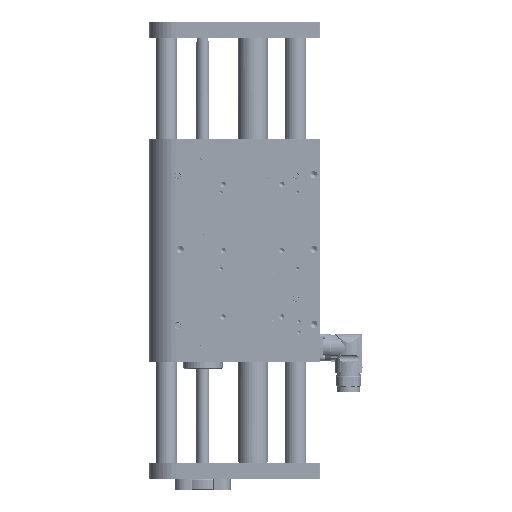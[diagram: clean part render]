
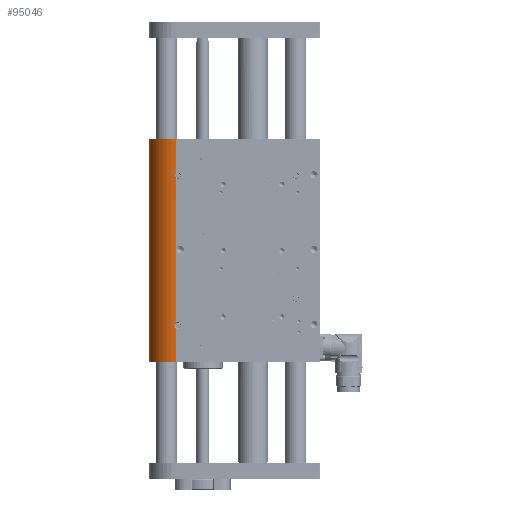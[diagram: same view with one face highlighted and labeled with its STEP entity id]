
A CAD part, left-side view. The second image highlights one B-rep face of the part: STEP entity #95046.
In plain terms, the highlighted cylindrical face has radius 25 mm (diameter 50 mm), a partial arc.
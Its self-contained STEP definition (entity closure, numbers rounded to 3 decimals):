
#64 = CARTESIAN_POINT ( 'NONE',  ( -25., 72., 37.127 ) ) ;
#223 = CARTESIAN_POINT ( 'NONE',  ( -24.997, 72.438, 32.166 ) ) ;
#457 = ORIENTED_EDGE ( 'NONE', *, *, #100418, .T. ) ;
#1799 = CARTESIAN_POINT ( 'NONE',  ( -25., 72., 37.127 ) ) ;
#4381 = FACE_OUTER_BOUND ( 'NONE', #60076, .T. ) ;
#4965 = DIRECTION ( 'NONE',  ( 0., 0., -1. ) ) ;
#6849 = CARTESIAN_POINT ( 'NONE',  ( -24.958, 73.44, 175.024 ) ) ;
#9121 = CARTESIAN_POINT ( 'NONE',  ( -25., 72., 0. ) ) ;
#11321 = EDGE_CURVE ( 'NONE', #132879, #59369, #38100, .T. ) ;
#19199 = CARTESIAN_POINT ( 'NONE',  ( 25., 72., 0. ) ) ;
#20939 = LINE ( 'NONE', #104144, #154183 ) ;
#24302 = CARTESIAN_POINT ( 'NONE',  ( -25., 72., 31.873 ) ) ;
#25476 = ORIENTED_EDGE ( 'NONE', *, *, #141493, .F. ) ;
#27398 = CARTESIAN_POINT ( 'NONE',  ( -24.965, 73.317, 175.537 ) ) ;
#27449 = CARTESIAN_POINT ( 'NONE',  ( -24.997, 72.441, 36.831 ) ) ;
#28444 = DIRECTION ( 'NONE',  ( 0., 0., -1. ) ) ;
#29882 = EDGE_CURVE ( 'NONE', #152419, #42241, #146762, .T. ) ;
#32846 = DIRECTION ( 'NONE',  ( 1., 0., 0. ) ) ;
#35908 = B_SPLINE_CURVE_WITH_KNOTS ( 'NONE', 3,
 ( #24302, #86679, #223, #40247, #100209, #49943, #98666, #111483, #147413, #124262, #61127, #38681, #100994, #49163, #122681, #137026, #61935, #27449, #37895, #1799 ),
 .UNSPECIFIED., .F., .F.,
 ( 4, 2, 2, 2, 2, 2, 2, 2, 2, 4 ),
 ( 0., 0.001, 0.002, 0.003, 0.003, 0.004, 0.004, 0.005, 0.006, 0.006 ),
 .UNSPECIFIED. ) ;
#36500 = CARTESIAN_POINT ( 'NONE',  ( 25., 72., 209. ) ) ;
#37046 = CARTESIAN_POINT ( 'NONE',  ( -24.958, 73.448, 173.973 ) ) ;
#37845 = CARTESIAN_POINT ( 'NONE',  ( -24.97, 73.221, 175.78 ) ) ;
#37895 = CARTESIAN_POINT ( 'NONE',  ( -25., 72.23, 36.996 ) ) ;
#38100 = LINE ( 'NONE', #36500, #135812 ) ;
#38681 = CARTESIAN_POINT ( 'NONE',  ( -24.958, 73.44, 35.024 ) ) ;
#39196 = ORIENTED_EDGE ( 'NONE', *, *, #135453, .T. ) ;
#40247 = CARTESIAN_POINT ( 'NONE',  ( -24.988, 72.807, 32.545 ) ) ;
#42241 = VERTEX_POINT ( 'NONE', #52766 ) ;
#44172 = CARTESIAN_POINT ( 'NONE',  ( -25., 72., 209. ) ) ;
#44754 = VERTEX_POINT ( 'NONE', #110404 ) ;
#46077 = DIRECTION ( 'NONE',  ( 0., 0., 1. ) ) ;
#46894 = CARTESIAN_POINT ( 'NONE',  ( -24.956, 73.481, 174.239 ) ) ;
#49163 = CARTESIAN_POINT ( 'NONE',  ( -24.965, 73.317, 35.537 ) ) ;
#49943 = CARTESIAN_POINT ( 'NONE',  ( -24.971, 73.22, 33.218 ) ) ;
#50912 = DIRECTION ( 'NONE',  ( 0., 0., -1. ) ) ;
#52766 = CARTESIAN_POINT ( 'NONE',  ( -25., 72., 177.127 ) ) ;
#54667 = ORIENTED_EDGE ( 'NONE', *, *, #133296, .F. ) ;
#54978 = ORIENTED_EDGE ( 'NONE', *, *, #82350, .F. ) ;
#56612 = CARTESIAN_POINT ( 'NONE',  ( 25., 72., 209. ) ) ;
#57334 = CARTESIAN_POINT ( 'NONE',  ( -24.965, 73.317, 173.464 ) ) ;
#59369 = VERTEX_POINT ( 'NONE', #19199 ) ;
#60076 = EDGE_LOOP ( 'NONE', ( #54667, #39196, #54978, #129480, #25476, #115225, #155570, #457 ) ) ;
#60592 = LINE ( 'NONE', #158063, #149775 ) ;
#61127 = CARTESIAN_POINT ( 'NONE',  ( -24.957, 73.473, 34.762 ) ) ;
#61935 = CARTESIAN_POINT ( 'NONE',  ( -24.988, 72.807, 36.455 ) ) ;
#63450 = CARTESIAN_POINT ( 'NONE',  ( -24.96, 73.415, 175.155 ) ) ;
#69662 = EDGE_CURVE ( 'NONE', #132879, #44754, #121612, .T. ) ;
#73880 = CARTESIAN_POINT ( 'NONE',  ( -24.957, 73.473, 174.762 ) ) ;
#81349 = CARTESIAN_POINT ( 'NONE',  ( -24.997, 72.438, 172.166 ) ) ;
#82350 = EDGE_CURVE ( 'NONE', #152419, #100532, #20939, .T. ) ;
#86679 = CARTESIAN_POINT ( 'NONE',  ( -25., 72.229, 32.004 ) ) ;
#89757 = CARTESIAN_POINT ( 'NONE',  ( -24.982, 72.964, 176.244 ) ) ;
#93460 = VECTOR ( 'NONE', #4965, 1000. ) ;
#94053 = CARTESIAN_POINT ( 'NONE',  ( -25., 72.229, 172.004 ) ) ;
#95046 = ADVANCED_FACE ( 'NONE', ( #4381 ), #149984, .T. ) ;
#97831 = CARTESIAN_POINT ( 'NONE',  ( -24.956, 73.481, 174.632 ) ) ;
#98615 = CARTESIAN_POINT ( 'NONE',  ( -25., 72.23, 176.996 ) ) ;
#98666 = CARTESIAN_POINT ( 'NONE',  ( -24.965, 73.317, 33.464 ) ) ;
#100159 = CARTESIAN_POINT ( 'NONE',  ( -24.988, 72.807, 176.455 ) ) ;
#100209 = CARTESIAN_POINT ( 'NONE',  ( -24.982, 72.963, 32.756 ) ) ;
#100418 = EDGE_CURVE ( 'NONE', #59369, #142725, #154614, .T. ) ;
#100532 = VERTEX_POINT ( 'NONE', #64 ) ;
#100994 = CARTESIAN_POINT ( 'NONE',  ( -24.96, 73.415, 35.155 ) ) ;
#101728 = CARTESIAN_POINT ( 'NONE',  ( -24.997, 72.441, 176.831 ) ) ;
#104144 = CARTESIAN_POINT ( 'NONE',  ( -25., 72., 209. ) ) ;
#110404 = CARTESIAN_POINT ( 'NONE',  ( -25., 72., 209. ) ) ;
#111483 = CARTESIAN_POINT ( 'NONE',  ( -24.958, 73.448, 33.973 ) ) ;
#113792 = LINE ( 'NONE', #44172, #93460 ) ;
#114807 = DIRECTION ( 'NONE',  ( -1., 0., 0. ) ) ;
#115225 = ORIENTED_EDGE ( 'NONE', *, *, #69662, .F. ) ;
#117532 = CARTESIAN_POINT ( 'NONE',  ( -25., 72., 171.873 ) ) ;
#118891 = AXIS2_PLACEMENT_3D ( 'NONE', #157124, #46077, #143594 ) ;
#121612 = CIRCLE ( 'NONE', #131734, 25. ) ;
#122196 = AXIS2_PLACEMENT_3D ( 'NONE', #126827, #28444, #114807 ) ;
#122681 = CARTESIAN_POINT ( 'NONE',  ( -24.97, 73.221, 35.78 ) ) ;
#124262 = CARTESIAN_POINT ( 'NONE',  ( -24.956, 73.481, 34.632 ) ) ;
#126827 = CARTESIAN_POINT ( 'NONE',  ( 0., 72., 209. ) ) ;
#129480 = ORIENTED_EDGE ( 'NONE', *, *, #29882, .T. ) ;
#131646 = CARTESIAN_POINT ( 'NONE',  ( -24.982, 72.963, 172.756 ) ) ;
#131734 = AXIS2_PLACEMENT_3D ( 'NONE', #155917, #142344, #32846 ) ;
#132879 = VERTEX_POINT ( 'NONE', #56612 ) ;
#133296 = EDGE_CURVE ( 'NONE', #140825, #142725, #113792, .T. ) ;
#135453 = EDGE_CURVE ( 'NONE', #140825, #100532, #35908, .T. ) ;
#135812 = VECTOR ( 'NONE', #50912, 1000. ) ;
#137026 = CARTESIAN_POINT ( 'NONE',  ( -24.982, 72.964, 36.244 ) ) ;
#140825 = VERTEX_POINT ( 'NONE', #151336 ) ;
#140938 = DIRECTION ( 'NONE',  ( 0., 0., -1. ) ) ;
#141493 = EDGE_CURVE ( 'NONE', #44754, #42241, #60592, .T. ) ;
#142344 = DIRECTION ( 'NONE',  ( 0., 0., 1. ) ) ;
#142725 = VERTEX_POINT ( 'NONE', #9121 ) ;
#143594 = DIRECTION ( 'NONE',  ( 1., 0., 0. ) ) ;
#143622 = CARTESIAN_POINT ( 'NONE',  ( -24.988, 72.807, 172.545 ) ) ;
#146066 = DIRECTION ( 'NONE',  ( 0., 0., -1. ) ) ;
#146762 = B_SPLINE_CURVE_WITH_KNOTS ( 'NONE', 3,
 ( #154039, #94053, #81349, #143622, #131646, #156391, #57334, #37046, #46894, #97831, #73880, #6849, #63450, #27398, #37845, #89757, #100159, #101728, #98615, #149726 ),
 .UNSPECIFIED., .F., .F.,
 ( 4, 2, 2, 2, 2, 2, 2, 2, 2, 4 ),
 ( 0., 0.001, 0.002, 0.003, 0.003, 0.004, 0.004, 0.005, 0.006, 0.006 ),
 .UNSPECIFIED. ) ;
#147413 = CARTESIAN_POINT ( 'NONE',  ( -24.956, 73.481, 34.239 ) ) ;
#149726 = CARTESIAN_POINT ( 'NONE',  ( -25., 72., 177.127 ) ) ;
#149775 = VECTOR ( 'NONE', #146066, 1000. ) ;
#149984 = CYLINDRICAL_SURFACE ( 'NONE', #122196, 25. ) ;
#151336 = CARTESIAN_POINT ( 'NONE',  ( -25., 72., 31.873 ) ) ;
#152419 = VERTEX_POINT ( 'NONE', #117532 ) ;
#154039 = CARTESIAN_POINT ( 'NONE',  ( -25., 72., 171.873 ) ) ;
#154183 = VECTOR ( 'NONE', #140938, 1000. ) ;
#154614 = CIRCLE ( 'NONE', #118891, 25. ) ;
#155570 = ORIENTED_EDGE ( 'NONE', *, *, #11321, .T. ) ;
#155917 = CARTESIAN_POINT ( 'NONE',  ( 0., 72., 209. ) ) ;
#156391 = CARTESIAN_POINT ( 'NONE',  ( -24.971, 73.22, 173.218 ) ) ;
#157124 = CARTESIAN_POINT ( 'NONE',  ( 0., 72., 0. ) ) ;
#158063 = CARTESIAN_POINT ( 'NONE',  ( -25., 72., 209. ) ) ;
